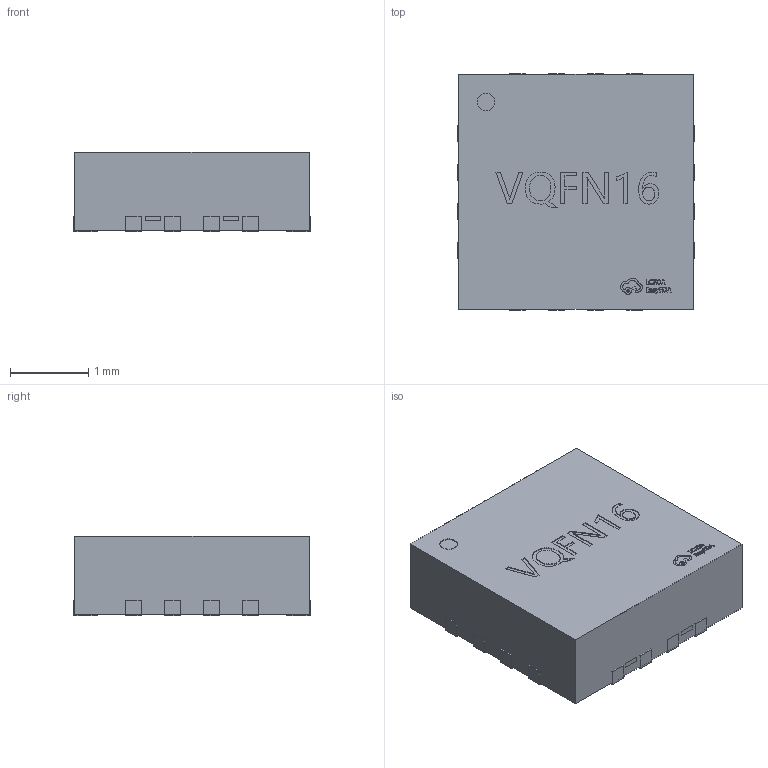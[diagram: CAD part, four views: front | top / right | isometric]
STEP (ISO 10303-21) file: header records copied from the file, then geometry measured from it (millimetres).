
FILE_DESCRIPTION(('FreeCAD Model'),'2;1');
FILE_NAME('Open CASCADE Shape Model','2024-03-16T01:33:44',(''),(''), 'Open CASCADE STEP processor 7.6','FreeCAD','Unknown');
FILE_SCHEMA(('AUTOMOTIVE_DESIGN { 1 0 10303 214 1 1 1 1 }'));
Length unit declared in the file: millimetre
Products named in the file (33): U1; VQFN-16_L3.0-W3.0-P0.50-TL-EP; COMPOUND031; COMPOUND001; COMPOUND002; COMPOUND003; COMPOUND004; COMPOUND005; COMPOUND006; COMPOUND007; COMPOUND008; COMPOUND009; COMPOUND010; COMPOUND011; COMPOUND012; COMPOUND013; COMPOUND014; COMPOUND015; COMPOUND016; COMPOUND017; COMPOUND018; COMPOUND019; COMPOUND020; COMPOUND021; COMPOUND022; COMPOUND023; COMPOUND024; COMPOUND025; COMPOUND026; COMPOUND027; COMPOUND028; COMPOUND029; COMPOUND030
Assembly tree (32 placements, depth 4):
  U1
    VQFN-16_L3.0-W3.0-P0.50-TL-EP
      COMPOUND031
        COMPOUND001
        COMPOUND002
        COMPOUND003
        COMPOUND004
        COMPOUND005
        COMPOUND006
        COMPOUND007
        COMPOUND008
        COMPOUND009
        COMPOUND010
        COMPOUND011
        COMPOUND012
        COMPOUND013
        COMPOUND014
        COMPOUND015
        COMPOUND016
        COMPOUND017
        COMPOUND018
        COMPOUND019
        COMPOUND020
        COMPOUND021
        COMPOUND022
        COMPOUND023
        COMPOUND024
        COMPOUND025
        COMPOUND026
        COMPOUND027
        COMPOUND028
        COMPOUND029
        COMPOUND030
Bounding box: 3.02 x 3.02 x 1.02 mm (x, y, z)
Volume: 9.2 mm3; surface area: 34.9 mm2
Topology: 30 solids, 30 shells, 483 faces, 1215 edges, 810 vertices
Faces by surface type: plane 323, bspline 142, cylinder 18
Entity records: 18868 total; most frequent: CARTESIAN_POINT 6275, ORIENTED_EDGE 2430, DIRECTION 1711, EDGE_CURVE 1215, LINE 891, VECTOR 891, VERTEX_POINT 810, FACE_BOUND 513
